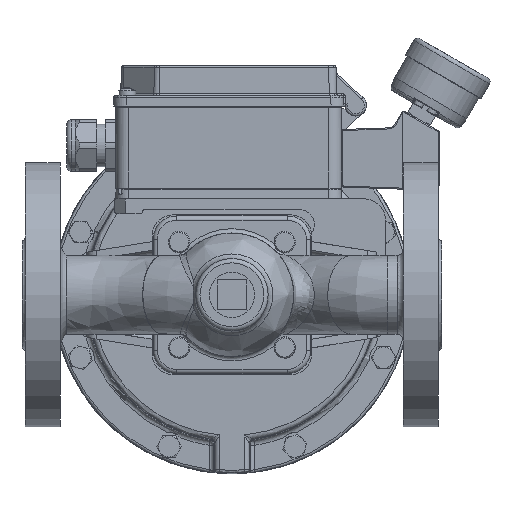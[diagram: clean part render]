
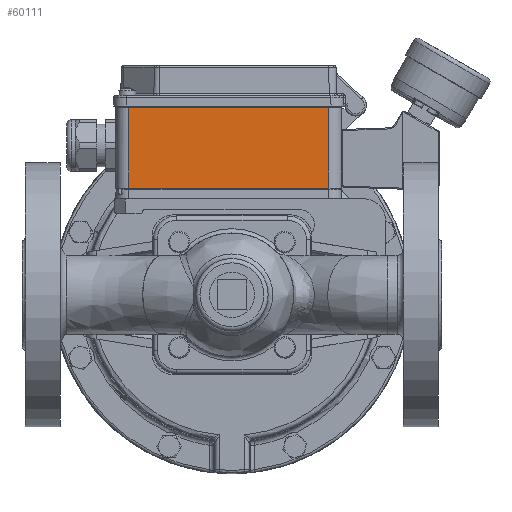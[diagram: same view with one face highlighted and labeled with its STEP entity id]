
A CAD part, front view. The second image highlights one B-rep face of the part: STEP entity #60111.
In plain terms, the highlighted planar face has unit normal (0, -1, -0.018).
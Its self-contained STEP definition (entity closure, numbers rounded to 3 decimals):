
#5265=PLANE('',#64205);
#8246=FACE_OUTER_BOUND('',#11873,.T.);
#11873=EDGE_LOOP('',(#43585,#43586,#43587,#43588));
#15395=LINE('',#100433,#19175);
#15715=LINE('',#105475,#19495);
#15918=LINE('',#108881,#19698);
#15919=LINE('',#108882,#19699);
#19175=VECTOR('',#71947,94.);
#19495=VECTOR('',#72739,94.);
#19698=VECTOR('',#73176,37.803);
#19699=VECTOR('',#73177,37.803);
#25184=VERTEX_POINT('',#100424);
#25187=VERTEX_POINT('',#100431);
#25667=VERTEX_POINT('',#105471);
#25668=VERTEX_POINT('',#105473);
#31346=EDGE_CURVE('',#25184,#25187,#15395,.T.);
#31987=EDGE_CURVE('',#25667,#25668,#15715,.T.);
#32216=EDGE_CURVE('',#25187,#25667,#15918,.T.);
#32217=EDGE_CURVE('',#25668,#25184,#15919,.T.);
#43585=ORIENTED_EDGE('',*,*,#32216,.T.);
#43586=ORIENTED_EDGE('',*,*,#31987,.T.);
#43587=ORIENTED_EDGE('',*,*,#32217,.T.);
#43588=ORIENTED_EDGE('',*,*,#31346,.T.);
#60111=ADVANCED_FACE('',(#8246),#5265,.T.);
#64205=AXIS2_PLACEMENT_3D('',#108880,#73174,#73175);
#71947=DIRECTION('',(1.,0.,0.));
#72739=DIRECTION('',(-1.,0.,0.));
#73174=DIRECTION('center_axis',(0.,-1.,
-0.018));
#73175=DIRECTION('ref_axis',(0.,0.018,-1.));
#73176=DIRECTION('',(0.,-0.018,1.));
#73177=DIRECTION('',(0.,0.018,-1.));
#100424=CARTESIAN_POINT('',(-40.695,128.936,50.05));
#100431=CARTESIAN_POINT('',(53.305,128.936,50.05));
#100433=CARTESIAN_POINT('',(-46.695,128.936,50.05));
#105471=CARTESIAN_POINT('',(53.305,128.243,87.846));
#105473=CARTESIAN_POINT('',(-40.695,128.243,87.846));
#105475=CARTESIAN_POINT('',(-40.695,128.243,87.846));
#108880=CARTESIAN_POINT('Origin',(-46.695,128.936,50.05));
#108881=CARTESIAN_POINT('',(53.305,128.936,50.05));
#108882=CARTESIAN_POINT('',(-40.695,128.936,50.05));
